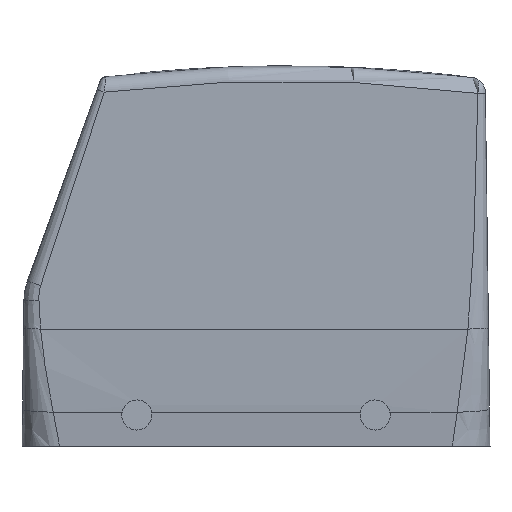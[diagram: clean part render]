
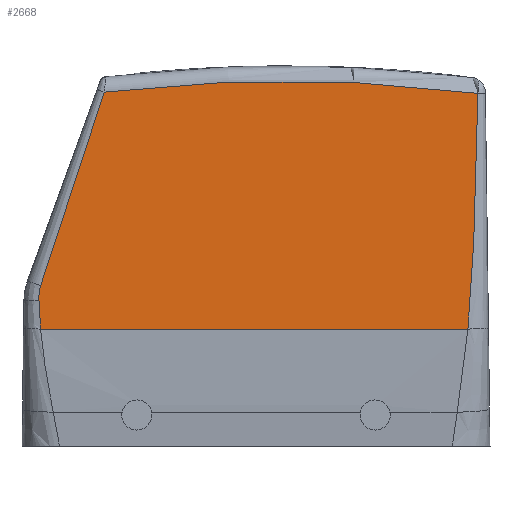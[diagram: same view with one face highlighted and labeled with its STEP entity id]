
A CAD part, left-side view. The second image highlights one B-rep face of the part: STEP entity #2668.
In plain terms, the highlighted planar face has unit normal (-1, 0, 0).
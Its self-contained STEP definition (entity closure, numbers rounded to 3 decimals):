
#2605=AXIS2_PLACEMENT_3D('Plane Axis2P3D',#2602,#2603,#2604) ;
#2609=AXIS2_PLACEMENT_3D('Circle Axis2P3D',#2607,#2608,$) ;
#2107=CARTESIAN_POINT('Vertex',(6.25,89.575,31.992)) ;
#2111=CARTESIAN_POINT('Control Point',(6.25,76.92,70.577)) ;
#2112=CARTESIAN_POINT('Control Point',(6.25,76.97,70.432)) ;
#2113=CARTESIAN_POINT('Control Point',(6.25,77.02,70.286)) ;
#2114=CARTESIAN_POINT('Control Point',(6.25,77.07,70.139)) ;
#2115=CARTESIAN_POINT('Control Point',(6.25,77.226,69.687)) ;
#2116=CARTESIAN_POINT('Control Point',(6.25,77.381,69.234)) ;
#2117=CARTESIAN_POINT('Control Point',(6.25,77.486,68.928)) ;
#2118=CARTESIAN_POINT('Control Point',(6.25,79.546,62.915)) ;
#2119=CARTESIAN_POINT('Control Point',(6.25,81.584,56.88)) ;
#2120=CARTESIAN_POINT('Control Point',(6.25,83.444,51.192)) ;
#2121=CARTESIAN_POINT('Control Point',(6.25,85.681,44.313)) ;
#2122=CARTESIAN_POINT('Control Point',(6.25,87.868,37.433)) ;
#2123=CARTESIAN_POINT('Control Point',(6.25,88.226,36.305)) ;
#2124=CARTESIAN_POINT('Control Point',(6.25,88.711,34.765)) ;
#2125=CARTESIAN_POINT('Control Point',(6.25,89.191,33.226)) ;
#2126=CARTESIAN_POINT('Control Point',(6.25,89.319,32.815)) ;
#2127=CARTESIAN_POINT('Control Point',(6.25,89.447,32.403)) ;
#2128=CARTESIAN_POINT('Control Point',(6.25,89.575,31.992)) ;
#2129=CARTESIAN_POINT('Vertex',(6.25,76.92,70.577)) ;
#2578=CARTESIAN_POINT('Vertex',(6.25,89.921,28.961)) ;
#2582=CARTESIAN_POINT('Control Point',(6.25,89.575,31.992)) ;
#2583=CARTESIAN_POINT('Control Point',(6.25,89.623,31.826)) ;
#2584=CARTESIAN_POINT('Control Point',(6.25,89.668,31.659)) ;
#2585=CARTESIAN_POINT('Control Point',(6.25,89.709,31.49)) ;
#2586=CARTESIAN_POINT('Control Point',(6.25,89.837,30.899)) ;
#2587=CARTESIAN_POINT('Control Point',(6.25,89.915,30.299)) ;
#2588=CARTESIAN_POINT('Control Point',(6.25,89.944,29.87)) ;
#2589=CARTESIAN_POINT('Control Point',(6.25,89.947,29.431)) ;
#2590=CARTESIAN_POINT('Control Point',(6.25,89.923,28.996)) ;
#2591=CARTESIAN_POINT('Control Point',(6.25,89.922,28.984)) ;
#2592=CARTESIAN_POINT('Control Point',(6.25,89.921,28.972)) ;
#2593=CARTESIAN_POINT('Control Point',(6.25,89.921,28.961)) ;
#2602=CARTESIAN_POINT('Axis2P3D Location',(6.25,-19.409,-37.643)) ;
#2607=CARTESIAN_POINT('Axis2P3D Location',(6.25,40.65,-224.2)) ;
#2611=CARTESIAN_POINT('Vertex',(6.25,2.414,70.328)) ;
#2615=CARTESIAN_POINT('Control Point',(6.25,89.921,28.961)) ;
#2616=CARTESIAN_POINT('Control Point',(6.25,89.872,27.839)) ;
#2617=CARTESIAN_POINT('Control Point',(6.25,89.821,26.714)) ;
#2618=CARTESIAN_POINT('Control Point',(6.25,89.759,25.589)) ;
#2619=CARTESIAN_POINT('Control Point',(6.25,89.683,24.463)) ;
#2620=CARTESIAN_POINT('Control Point',(6.25,89.591,23.338)) ;
#2621=CARTESIAN_POINT('Vertex',(6.25,89.591,23.338)) ;
#2624=CARTESIAN_POINT('Line Origine',(6.25,47.001,23.338)) ;
#2628=CARTESIAN_POINT('Vertex',(6.25,4.411,23.338)) ;
#2632=CARTESIAN_POINT('Control Point',(6.25,2.414,70.328)) ;
#2633=CARTESIAN_POINT('Control Point',(6.25,2.415,70.313)) ;
#2634=CARTESIAN_POINT('Control Point',(6.25,2.415,70.297)) ;
#2635=CARTESIAN_POINT('Control Point',(6.25,2.415,70.281)) ;
#2636=CARTESIAN_POINT('Control Point',(6.25,2.417,70.145)) ;
#2637=CARTESIAN_POINT('Control Point',(6.25,2.42,70.009)) ;
#2638=CARTESIAN_POINT('Control Point',(6.25,2.425,69.702)) ;
#2639=CARTESIAN_POINT('Control Point',(6.25,2.432,69.266)) ;
#2640=CARTESIAN_POINT('Control Point',(6.25,2.44,68.832)) ;
#2641=CARTESIAN_POINT('Control Point',(6.25,2.445,68.516)) ;
#2642=CARTESIAN_POINT('Control Point',(6.25,2.525,63.958)) ;
#2643=CARTESIAN_POINT('Control Point',(6.25,2.621,59.404)) ;
#2644=CARTESIAN_POINT('Control Point',(6.25,2.735,55.168)) ;
#2645=CARTESIAN_POINT('Control Point',(6.25,2.922,48.956)) ;
#2646=CARTESIAN_POINT('Control Point',(6.25,3.153,42.748)) ;
#2647=CARTESIAN_POINT('Control Point',(6.25,3.231,40.772)) ;
#2648=CARTESIAN_POINT('Control Point',(6.25,3.361,37.803)) ;
#2649=CARTESIAN_POINT('Control Point',(6.25,3.515,34.835)) ;
#2650=CARTESIAN_POINT('Control Point',(6.25,3.569,33.862)) ;
#2651=CARTESIAN_POINT('Control Point',(6.25,3.687,31.881)) ;
#2652=CARTESIAN_POINT('Control Point',(6.25,3.826,29.901)) ;
#2653=CARTESIAN_POINT('Control Point',(6.25,3.9,28.913)) ;
#2654=CARTESIAN_POINT('Control Point',(6.25,4.039,27.205)) ;
#2655=CARTESIAN_POINT('Control Point',(6.25,4.195,25.498)) ;
#2656=CARTESIAN_POINT('Control Point',(6.25,4.264,24.778)) ;
#2657=CARTESIAN_POINT('Control Point',(6.25,4.336,24.058)) ;
#2658=CARTESIAN_POINT('Control Point',(6.25,4.411,23.338)) ;
#2603=DIRECTION('Axis2P3D Direction',(-1.,0.,0.)) ;
#2604=DIRECTION('Axis2P3D XDirection',(0.,-0.317,0.949)) ;
#2608=DIRECTION('Axis2P3D Direction',(-1.,0.,0.)) ;
#2625=DIRECTION('Vector Direction',(0.,-1.,0.)) ;
#2626=VECTOR('Line Direction',#2625,1.) ;
#2661=ORIENTED_EDGE('',*,*,#2613,.T.) ;
#2662=ORIENTED_EDGE('',*,*,#2131,.F.) ;
#2663=ORIENTED_EDGE('',*,*,#2594,.F.) ;
#2664=ORIENTED_EDGE('',*,*,#2623,.F.) ;
#2665=ORIENTED_EDGE('',*,*,#2630,.T.) ;
#2666=ORIENTED_EDGE('',*,*,#2659,.T.) ;
#2668=ADVANCED_FACE('1208380000',(#2667),#2606,.T.) ;
#2110=B_SPLINE_CURVE_WITH_KNOTS('',5,(#2111,#2112,#2113,#2114,#2115,#2116,#2117,#2118,#2119,#2120,#2121,#2122,#2123,#2124,#2125,#2126,#2127,#2128),.UNSPECIFIED.,.F.,.U.,(6,3,3,3,3,6),(177.199,178.541,181.347,233.64,243.903,247.64),.UNSPECIFIED.) ;
#2581=B_SPLINE_CURVE_WITH_KNOTS('',5,(#2582,#2583,#2584,#2585,#2586,#2587,#2588,#2589,#2590,#2591,#2592,#2593),.UNSPECIFIED.,.F.,.U.,(6,3,3,6),(231.252,233.073,237.604,237.73),.UNSPECIFIED.) ;
#2614=B_SPLINE_CURVE_WITH_KNOTS('',5,(#2615,#2616,#2617,#2618,#2619,#2620),.UNSPECIFIED.,.F.,.U.,(6,6),(81.523,91.272),.UNSPECIFIED.) ;
#2631=B_SPLINE_CURVE_WITH_KNOTS('',5,(#2632,#2633,#2634,#2635,#2636,#2637,#2638,#2639,#2640,#2641,#2642,#2643,#2644,#2645,#2646,#2647,#2648,#2649,#2650,#2651,#2652,#2653,#2654,#2655,#2656,#2657,#2658),.UNSPECIFIED.,.F.,.U.,(6,3,3,3,3,3,3,3,6),(8.249,8.386,9.422,12.145,48.822,65.955,74.564,83.139,89.393),.UNSPECIFIED.) ;
#2610=CIRCLE('generated circle',#2609,297.) ;
#2131=EDGE_CURVE('',#2108,#2130,#2110,.F.) ;
#2594=EDGE_CURVE('',#2579,#2108,#2581,.F.) ;
#2613=EDGE_CURVE('',#2612,#2130,#2610,.T.) ;
#2623=EDGE_CURVE('',#2622,#2579,#2614,.F.) ;
#2630=EDGE_CURVE('',#2622,#2629,#2627,.T.) ;
#2659=EDGE_CURVE('',#2629,#2612,#2631,.F.) ;
#2660=EDGE_LOOP('',(#2661,#2662,#2663,#2664,#2665,#2666)) ;
#2667=FACE_OUTER_BOUND('',#2660,.T.) ;
#2627=LINE('Line',#2624,#2626) ;
#2606=PLANE('',#2605) ;
#2108=VERTEX_POINT('',#2107) ;
#2130=VERTEX_POINT('',#2129) ;
#2579=VERTEX_POINT('',#2578) ;
#2612=VERTEX_POINT('',#2611) ;
#2622=VERTEX_POINT('',#2621) ;
#2629=VERTEX_POINT('',#2628) ;
